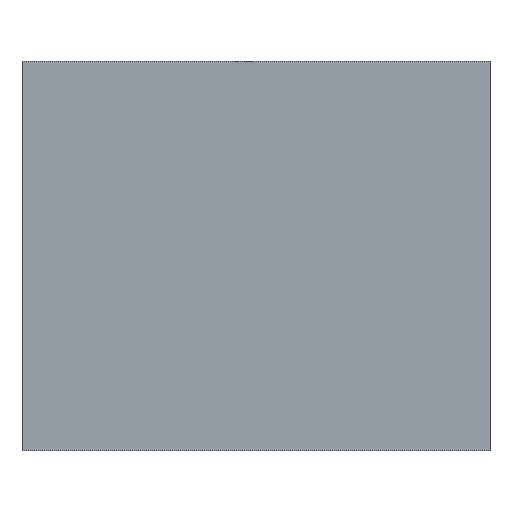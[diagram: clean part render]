
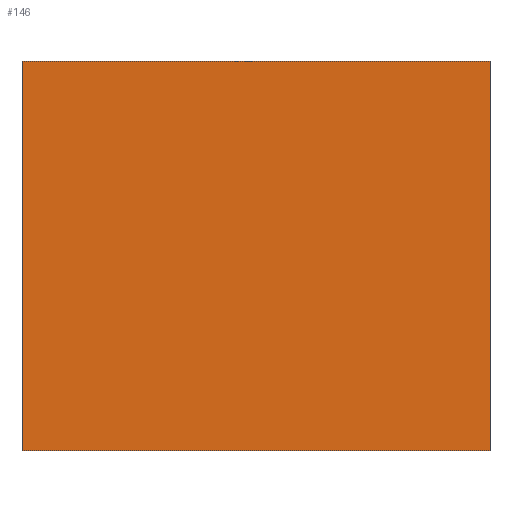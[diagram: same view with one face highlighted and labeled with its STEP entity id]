
A CAD part, left-side view. The second image highlights one B-rep face of the part: STEP entity #146.
In plain terms, the highlighted planar face has unit normal (-1, 0, 0).
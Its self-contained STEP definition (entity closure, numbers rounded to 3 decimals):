
#20=PLANE('',#170);
#27=FACE_OUTER_BOUND('',#37,.T.);
#37=EDGE_LOOP('',(#118,#119,#120,#121));
#53=LINE('',#302,#65);
#54=LINE('',#305,#66);
#55=LINE('',#307,#67);
#56=LINE('',#308,#68);
#65=VECTOR('',#194,10.);
#66=VECTOR('',#197,10.);
#67=VECTOR('',#198,10.);
#68=VECTOR('',#199,10.);
#79=VERTEX_POINT('',#296);
#81=VERTEX_POINT('',#300);
#82=VERTEX_POINT('',#304);
#83=VERTEX_POINT('',#306);
#95=EDGE_CURVE('',#79,#81,#53,.T.);
#96=EDGE_CURVE('',#79,#82,#54,.T.);
#97=EDGE_CURVE('',#83,#81,#55,.T.);
#98=EDGE_CURVE('',#82,#83,#56,.T.);
#118=ORIENTED_EDGE('',*,*,#96,.F.);
#119=ORIENTED_EDGE('',*,*,#95,.T.);
#120=ORIENTED_EDGE('',*,*,#97,.F.);
#121=ORIENTED_EDGE('',*,*,#98,.F.);
#146=ADVANCED_FACE('',(#27),#20,.T.);
#170=AXIS2_PLACEMENT_3D('',#303,#195,#196);
#194=DIRECTION('',(0.,0.,-1.));
#195=DIRECTION('center_axis',(-1.,0.,0.));
#196=DIRECTION('ref_axis',(0.,1.,0.));
#197=DIRECTION('',(0.,-1.,0.));
#198=DIRECTION('',(0.,1.,0.));
#199=DIRECTION('',(0.,0.,-1.));
#296=CARTESIAN_POINT('',(-10.,-35.,0.));
#300=CARTESIAN_POINT('',(-10.,-35.,-25.));
#302=CARTESIAN_POINT('',(-10.,-35.,0.));
#303=CARTESIAN_POINT('Origin',(-10.,-65.,0.));
#304=CARTESIAN_POINT('',(-10.,-65.,0.));
#305=CARTESIAN_POINT('',(-10.,-35.,0.));
#306=CARTESIAN_POINT('',(-10.,-65.,-25.));
#307=CARTESIAN_POINT('',(-10.,-35.,-25.));
#308=CARTESIAN_POINT('',(-10.,-65.,0.));
